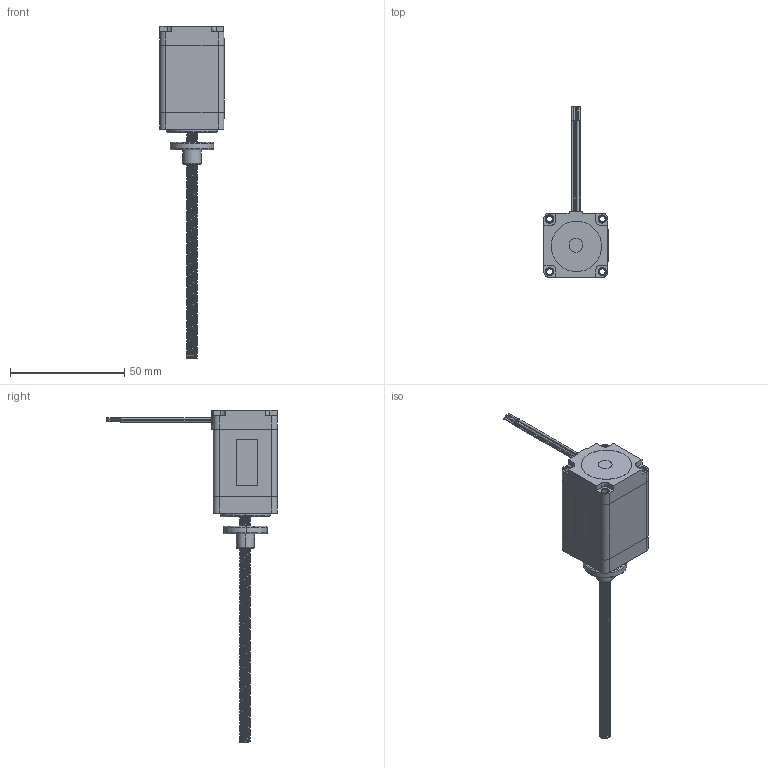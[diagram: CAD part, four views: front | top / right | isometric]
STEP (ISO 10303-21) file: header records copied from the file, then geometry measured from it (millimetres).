
FILE_DESCRIPTION (( 'STEP AP214' ), '1' );
FILE_NAME ('11E22-100.STEP', '2023-03-07T06:44:41', ( '' ), ( '' ), 'SwSTEP 2.0', 'SolidWorks 2022', '' );
FILE_SCHEMA (( 'AUTOMOTIVE_DESIGN' ));
Length unit declared in the file: millimetre
Products named in the file (20): 09-007-1（红）.STP; 05-0016.STP; 12-054-1(后引出线骨架）.STP; 01-162-2引出线丝杆电机后盖.STP; 02-150-1(11H2045 1A定子总成).STP; 28双厚标签.STP; 06-017.STP; 09-007-4（绿白）.STP; 02-146-2（11H2045级进模定子磨削）.STP; 09-007-3（绿）.STP; 09-007-2（红白）.STP; 11E22-100.STP; 01-161-2丝杆电机前盖.STP; 12-054-3(引出线后骨架L20.5）.STP; 28铭牌.STP; 12-015-1(11H2034前骨架改).STP; 11E22-100; 02-149-1(11H2034 1A定子总成).STP; 06-007.STP; 12-053(PCB板).STP
Assembly tree (26 placements, depth 4):
  11E22-100
    11E22-100.STP
      02-149-1(11H2034 1A定子总成).STP
        12-015-1(11H2034前骨架改).STP
        12-053(PCB板).STP
        12-054-1(后引出线骨架）.STP
      02-150-1(11H2045 1A定子总成).STP
        02-146-2（11H2045级进模定子磨削）.STP
        12-015-1(11H2034前骨架改).STP
        12-053(PCB板).STP
        12-054-3(引出线后骨架L20.5）.STP
        09-007-1（红）.STP
        09-007-2（红白）.STP
        09-007-3（绿）.STP
        09-007-4（绿白）.STP
      01-161-2丝杆电机前盖.STP
      01-162-2引出线丝杆电机后盖.STP
      06-007.STP  x2
      09-007-1（红）.STP
      09-007-2（红白）.STP
      09-007-3（绿）.STP
      09-007-4（绿白）.STP
      06-017.STP
      05-0016.STP
      28双厚标签.STP
      28铭牌.STP
Bounding box: 28.3 x 74.62 x 145.05 mm (x, y, z)
Volume: 38354.3 mm3; surface area: 66413.3 mm2
Topology: 55 solids, 56 shells, 3306 faces, 9298 edges, 6148 vertices
Faces by surface type: plane 1680, cylinder 1540, cone 62, torus 18, bspline 6
Full cylindrical faces by diameter (mm): 3.884 x42, 4.8 x83
Entity records: 116798 total; most frequent: CARTESIAN_POINT 44098, ORIENTED_EDGE 14974, DIRECTION 14775, EDGE_CURVE 7487, AXIS2_PLACEMENT_3D 5054, VERTEX_POINT 4944, VECTOR 4667, LINE 4667
